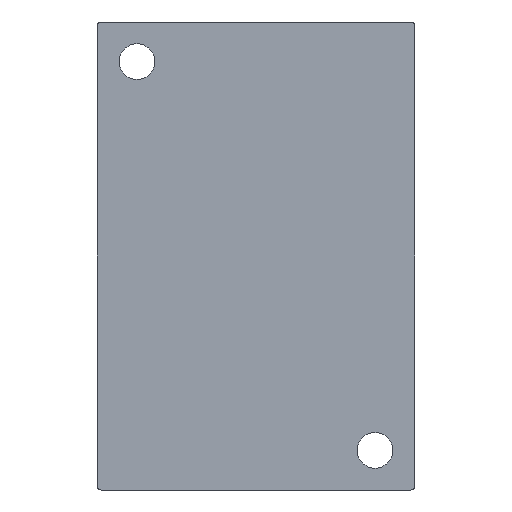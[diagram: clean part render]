
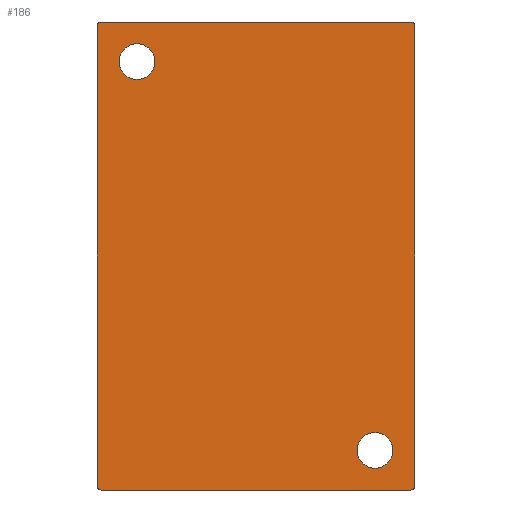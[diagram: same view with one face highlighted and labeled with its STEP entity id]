
A CAD part, front view. The second image highlights one B-rep face of the part: STEP entity #186.
In plain terms, the highlighted planar face has unit normal (0, -1, 0).
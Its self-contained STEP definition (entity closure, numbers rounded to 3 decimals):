
#10 = CARTESIAN_POINT ( 'NONE',  ( 15., 0., -22.25 ) ) ;
#98 = CIRCLE ( 'NONE', #8369, 0.5 ) ;
#114 = AXIS2_PLACEMENT_3D ( 'NONE', #4040, #5834, #1819 ) ;
#186 = ADVANCED_FACE ( 'NONE', ( #6587, #917, #3406 ), #2667, .F. ) ;
#243 = CARTESIAN_POINT ( 'NONE',  ( -15., 0., 22.25 ) ) ;
#401 = ORIENTED_EDGE ( 'NONE', *, *, #7033, .T. ) ;
#610 = DIRECTION ( 'NONE',  ( 0., 0., 1. ) ) ;
#729 = EDGE_CURVE ( 'NONE', #3806, #6414, #6101, .T. ) ;
#839 = VERTEX_POINT ( 'NONE', #8800 ) ;
#917 = FACE_BOUND ( 'NONE', #6601, .T. ) ;
#1072 = DIRECTION ( 'NONE',  ( 0., 1., 0. ) ) ;
#1122 = VECTOR ( 'NONE', #2176, 1000. ) ;
#1130 = CARTESIAN_POINT ( 'NONE',  ( 20., 0., -29.5 ) ) ;
#1261 = LINE ( 'NONE', #7663, #2985 ) ;
#1300 = VECTOR ( 'NONE', #5252, 1000. ) ;
#1340 = CARTESIAN_POINT ( 'NONE',  ( 20., 0., -29.5 ) ) ;
#1492 = CARTESIAN_POINT ( 'NONE',  ( -19.5, 0., -29.5 ) ) ;
#1610 = AXIS2_PLACEMENT_3D ( 'NONE', #3546, #1898, #3496 ) ;
#1778 = CIRCLE ( 'NONE', #3129, 2.25 ) ;
#1819 = DIRECTION ( 'NONE',  ( 0., 0., 1. ) ) ;
#1898 = DIRECTION ( 'NONE',  ( 0., -1., 0. ) ) ;
#2008 = VERTEX_POINT ( 'NONE', #6993 ) ;
#2174 = VERTEX_POINT ( 'NONE', #7307 ) ;
#2176 = DIRECTION ( 'NONE',  ( 0., 0., -1. ) ) ;
#2219 = EDGE_LOOP ( 'NONE', ( #8863, #6365, #2514, #6390, #2839, #10428, #7301, #6642 ) ) ;
#2346 = VERTEX_POINT ( 'NONE', #7141 ) ;
#2514 = ORIENTED_EDGE ( 'NONE', *, *, #9776, .T. ) ;
#2565 = DIRECTION ( 'NONE',  ( 0., 1., 0. ) ) ;
#2599 = EDGE_CURVE ( 'NONE', #839, #6126, #1261, .T. ) ;
#2667 = PLANE ( 'NONE',  #9738 ) ;
#2782 = DIRECTION ( 'NONE',  ( 0., 0., 1. ) ) ;
#2819 = CIRCLE ( 'NONE', #6706, 2.25 ) ;
#2839 = ORIENTED_EDGE ( 'NONE', *, *, #2599, .T. ) ;
#2985 = VECTOR ( 'NONE', #9314, 1000. ) ;
#3126 = VERTEX_POINT ( 'NONE', #3993 ) ;
#3129 = AXIS2_PLACEMENT_3D ( 'NONE', #6178, #5490, #3908 ) ;
#3192 = DIRECTION ( 'NONE',  ( 0., 1., 0. ) ) ;
#3290 = AXIS2_PLACEMENT_3D ( 'NONE', #3773, #3192, #4728 ) ;
#3406 = FACE_OUTER_BOUND ( 'NONE', #2219, .T. ) ;
#3496 = DIRECTION ( 'NONE',  ( 0., 0., 1. ) ) ;
#3546 = CARTESIAN_POINT ( 'NONE',  ( 19.5, 0., -29. ) ) ;
#3756 = EDGE_CURVE ( 'NONE', #2346, #8408, #1778, .T. ) ;
#3773 = CARTESIAN_POINT ( 'NONE',  ( 15., 0., -24.5 ) ) ;
#3806 = VERTEX_POINT ( 'NONE', #4749 ) ;
#3840 = CIRCLE ( 'NONE', #3290, 2.25 ) ;
#3908 = DIRECTION ( 'NONE',  ( 0., 0., 1. ) ) ;
#3993 = CARTESIAN_POINT ( 'NONE',  ( -19.5, 0., 29.5 ) ) ;
#4040 = CARTESIAN_POINT ( 'NONE',  ( -19.5, 0., 29. ) ) ;
#4082 = EDGE_CURVE ( 'NONE', #6126, #6414, #98, .T. ) ;
#4440 = EDGE_LOOP ( 'NONE', ( #4792, #401 ) ) ;
#4728 = DIRECTION ( 'NONE',  ( 0., 0., 1. ) ) ;
#4749 = CARTESIAN_POINT ( 'NONE',  ( 19.5, 0., -29.5 ) ) ;
#4792 = ORIENTED_EDGE ( 'NONE', *, *, #7268, .T. ) ;
#4896 = CARTESIAN_POINT ( 'NONE',  ( 15., 0., -24.5 ) ) ;
#5252 = DIRECTION ( 'NONE',  ( -1., 0., 0. ) ) ;
#5490 = DIRECTION ( 'NONE',  ( 0., 1., 0. ) ) ;
#5537 = LINE ( 'NONE', #7913, #10259 ) ;
#5583 = EDGE_CURVE ( 'NONE', #7475, #2008, #6317, .T. ) ;
#5621 = CARTESIAN_POINT ( 'NONE',  ( 20., 0., 29. ) ) ;
#5769 = CARTESIAN_POINT ( 'NONE',  ( -15., 0., 24.5 ) ) ;
#5834 = DIRECTION ( 'NONE',  ( 0., -1., 0. ) ) ;
#5936 = ORIENTED_EDGE ( 'NONE', *, *, #7655, .T. ) ;
#6001 = ORIENTED_EDGE ( 'NONE', *, *, #3756, .T. ) ;
#6101 = LINE ( 'NONE', #1130, #1300 ) ;
#6126 = VERTEX_POINT ( 'NONE', #7219 ) ;
#6178 = CARTESIAN_POINT ( 'NONE',  ( -15., 0., 24.5 ) ) ;
#6317 = CIRCLE ( 'NONE', #6827, 0.5 ) ;
#6363 = EDGE_CURVE ( 'NONE', #7475, #9890, #8536, .T. ) ;
#6365 = ORIENTED_EDGE ( 'NONE', *, *, #5583, .T. ) ;
#6390 = ORIENTED_EDGE ( 'NONE', *, *, #9875, .T. ) ;
#6414 = VERTEX_POINT ( 'NONE', #1492 ) ;
#6567 = VERTEX_POINT ( 'NONE', #10 ) ;
#6587 = FACE_BOUND ( 'NONE', #4440, .T. ) ;
#6601 = EDGE_LOOP ( 'NONE', ( #6001, #5936 ) ) ;
#6610 = DIRECTION ( 'NONE',  ( 0., 0., 1. ) ) ;
#6642 = ORIENTED_EDGE ( 'NONE', *, *, #8708, .T. ) ;
#6706 = AXIS2_PLACEMENT_3D ( 'NONE', #4896, #2565, #9771 ) ;
#6827 = AXIS2_PLACEMENT_3D ( 'NONE', #10149, #10034, #2782 ) ;
#6845 = CIRCLE ( 'NONE', #1610, 0.5 ) ;
#6993 = CARTESIAN_POINT ( 'NONE',  ( 19.5, 0., 29.5 ) ) ;
#7033 = EDGE_CURVE ( 'NONE', #2174, #6567, #2819, .T. ) ;
#7113 = DIRECTION ( 'NONE',  ( -1., 0., 0. ) ) ;
#7141 = CARTESIAN_POINT ( 'NONE',  ( -15., 0., 26.75 ) ) ;
#7219 = CARTESIAN_POINT ( 'NONE',  ( -20., 0., -29. ) ) ;
#7268 = EDGE_CURVE ( 'NONE', #6567, #2174, #3840, .T. ) ;
#7301 = ORIENTED_EDGE ( 'NONE', *, *, #729, .F. ) ;
#7307 = CARTESIAN_POINT ( 'NONE',  ( 15., 0., -26.75 ) ) ;
#7371 = AXIS2_PLACEMENT_3D ( 'NONE', #5769, #7510, #6610 ) ;
#7475 = VERTEX_POINT ( 'NONE', #5621 ) ;
#7510 = DIRECTION ( 'NONE',  ( 0., 1., 0. ) ) ;
#7655 = EDGE_CURVE ( 'NONE', #8408, #2346, #8729, .T. ) ;
#7663 = CARTESIAN_POINT ( 'NONE',  ( -20., 0., -29.5 ) ) ;
#7912 = DIRECTION ( 'NONE',  ( 0., -1., 0. ) ) ;
#7913 = CARTESIAN_POINT ( 'NONE',  ( 20., 0., 29.5 ) ) ;
#8065 = CARTESIAN_POINT ( 'NONE',  ( 20., 0., -29. ) ) ;
#8325 = DIRECTION ( 'NONE',  ( 1., 0., 0. ) ) ;
#8369 = AXIS2_PLACEMENT_3D ( 'NONE', #8811, #7912, #610 ) ;
#8408 = VERTEX_POINT ( 'NONE', #243 ) ;
#8536 = LINE ( 'NONE', #1340, #1122 ) ;
#8708 = EDGE_CURVE ( 'NONE', #3806, #9890, #6845, .T. ) ;
#8729 = CIRCLE ( 'NONE', #7371, 2.25 ) ;
#8800 = CARTESIAN_POINT ( 'NONE',  ( -20., 0., 29. ) ) ;
#8811 = CARTESIAN_POINT ( 'NONE',  ( -19.5, 0., -29. ) ) ;
#8863 = ORIENTED_EDGE ( 'NONE', *, *, #6363, .F. ) ;
#9314 = DIRECTION ( 'NONE',  ( 0., 0., -1. ) ) ;
#9413 = CIRCLE ( 'NONE', #114, 0.5 ) ;
#9738 = AXIS2_PLACEMENT_3D ( 'NONE', #9865, #1072, #8325 ) ;
#9771 = DIRECTION ( 'NONE',  ( 0., 0., 1. ) ) ;
#9776 = EDGE_CURVE ( 'NONE', #2008, #3126, #5537, .T. ) ;
#9865 = CARTESIAN_POINT ( 'NONE',  ( 20., 0., -29.5 ) ) ;
#9875 = EDGE_CURVE ( 'NONE', #3126, #839, #9413, .T. ) ;
#9890 = VERTEX_POINT ( 'NONE', #8065 ) ;
#10034 = DIRECTION ( 'NONE',  ( 0., -1., 0. ) ) ;
#10149 = CARTESIAN_POINT ( 'NONE',  ( 19.5, 0., 29. ) ) ;
#10259 = VECTOR ( 'NONE', #7113, 1000. ) ;
#10428 = ORIENTED_EDGE ( 'NONE', *, *, #4082, .T. ) ;
